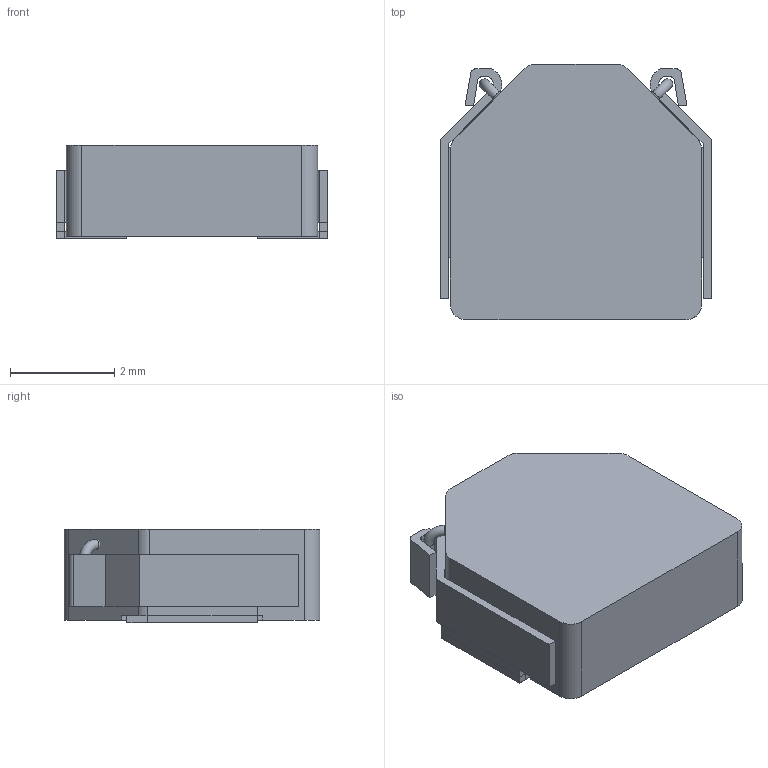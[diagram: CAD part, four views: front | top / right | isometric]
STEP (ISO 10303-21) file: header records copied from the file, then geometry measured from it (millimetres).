
FILE_DESCRIPTION(/* description */ (''),/* implementation_level */ '2;1');
FILE_NAME(/* name */ 'IND_MURATA_FDSD0518.stp',/* time_stamp */ '2017-07-11T15:21:03+02:00',/* author */ ('jchouvet'),/* organization */ (''),/* preprocessor_version */ 'ST-DEVELOPER v16.1',/* originating_system */ 'AutoCAD Mechanical',/* authorisation */ '');
FILE_SCHEMA (('AUTOMOTIVE_DESIGN { 1 0 10303 214 3 1 1 }'));
Length unit declared in the file: millimetre
Products named in the file (1): Product
Bounding box: 5.2 x 4.9 x 1.8 mm (x, y, z)
Volume: 39.7 mm3; surface area: 122.4 mm2
Topology: 9 solids, 9 shells, 103 faces, 251 edges, 166 vertices
Faces by surface type: plane 79, cylinder 22, torus 2
Full cylindrical faces by diameter (mm): 0.2 x4
Entity records: 3005 total; most frequent: CARTESIAN_POINT 515, DIRECTION 497, ORIENTED_EDGE 490, EDGE_CURVE 245, LINE 201, VECTOR 201, VERTEX_POINT 166, AXIS2_PLACEMENT_3D 148
